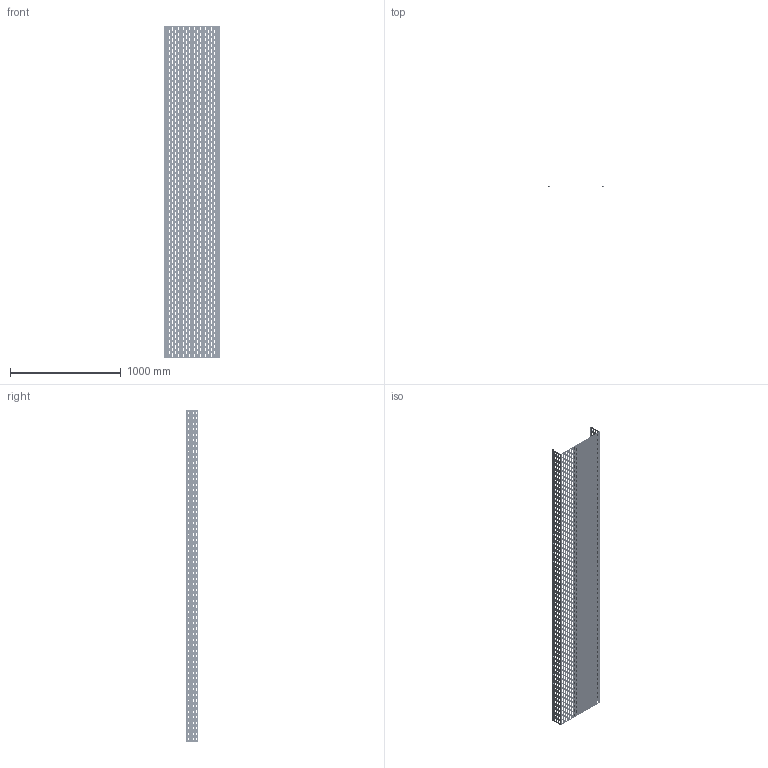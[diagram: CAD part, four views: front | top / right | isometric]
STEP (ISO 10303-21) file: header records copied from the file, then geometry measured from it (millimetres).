
FILE_DESCRIPTION (( 'STEP AP214' ), '1' );
FILE_NAME ('6060412.stp', '2019-06-05T13:52:39', ( '' ), ( '' ), 'SwSTEP 2.0', 'SolidWorks 2018', '' );
FILE_SCHEMA (( 'AUTOMOTIVE_DESIGN' ));
Products named in the file (1): 6060412
Bounding box: 500 x 110 x 3000 mm (x, y, z)
Volume: 1936069 mm3; surface area: 3984088.9 mm2
Topology: 1 solids, 1 shells, 7613 faces, 22817 edges, 15206 vertices
Faces by surface type: cylinder 4361, plane 3252
Entity records: 266243 total; most frequent: DIRECTION 46767, CARTESIAN_POINT 45637, ORIENTED_EDGE 45634, EDGE_CURVE 22817, AXIS2_PLACEMENT_3D 16336, VERTEX_POINT 15206, VECTOR 14095, LINE 14095
